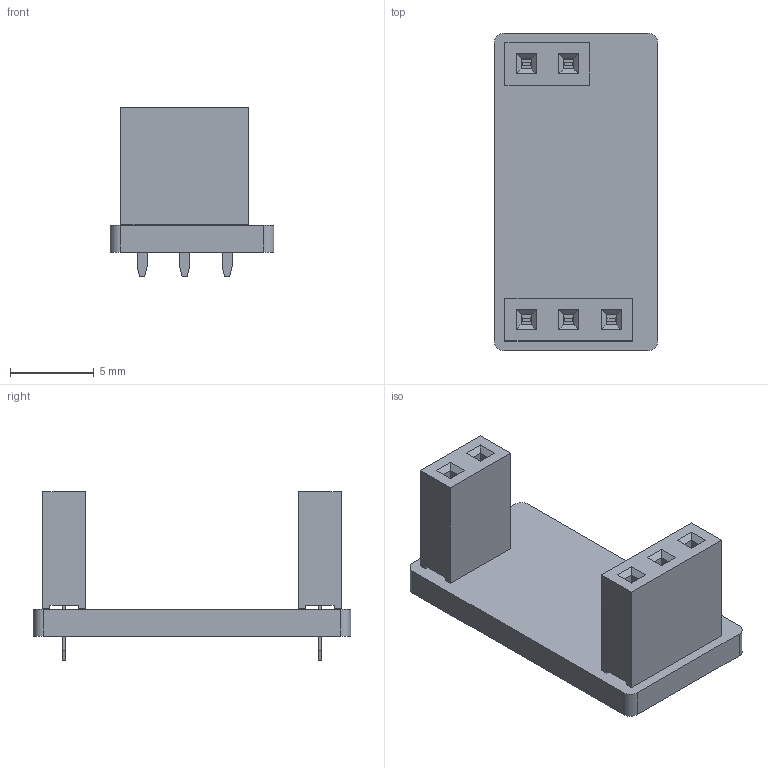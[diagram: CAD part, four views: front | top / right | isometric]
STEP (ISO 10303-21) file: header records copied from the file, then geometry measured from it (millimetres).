
FILE_DESCRIPTION(('KiCad electronic assembly'),'2;1');
FILE_NAME('Current_sensing_circuits.step','2019-03-15T10:40:20',( 'An Author'),('A Company'),'Open CASCADE STEP processor 6.8', 'KiCad to STEP converter','Unknown');
FILE_SCHEMA(('AUTOMOTIVE_DESIGN_CC2 { 1 2 10303 214 -1 1 5 4 }'));
Length unit declared in the file: millimetre
Products named in the file (6): Open CASCADE STEP translator 6.8 1; PinSocket_1x02_P2.54mm_Vertical; SOLID; PinSocket_1x03_P2.54mm_Vertical; COMPOUND
Assembly tree (5 placements, depth 3):
  Open CASCADE STEP translator 6.8 1
    PinSocket_1x02_P2.54mm_Vertical
      SOLID
    PinSocket_1x03_P2.54mm_Vertical
      SOLID
    COMPOUND
Bounding box: 9.8 x 19 x 10.1 mm (x, y, z)
Volume: 503.5 mm3; surface area: 899.8 mm2
Topology: 3 solids, 3 shells, 190 faces, 487 edges, 318 vertices
Faces by surface type: plane 181, cylinder 9
Full cylindrical faces by diameter (mm): 1 x5
Entity records: 13324 total; most frequent: CARTESIAN_POINT 1975, DIRECTION 1871, LINE 1425, VECTOR 1425, ORIENTED_EDGE 974, PCURVE 974, DEFINITIONAL_REPRESENTATION 974, EDGE_CURVE 487
